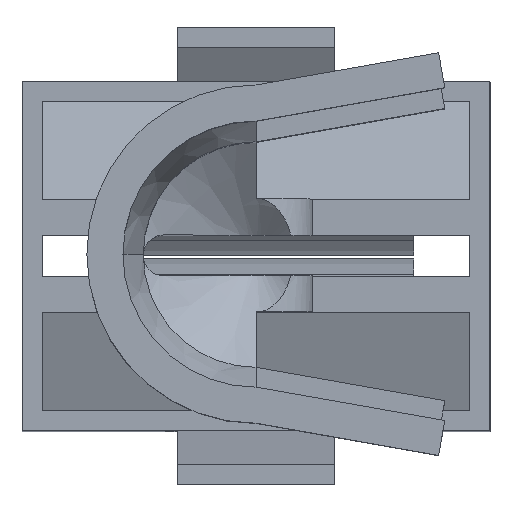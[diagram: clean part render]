
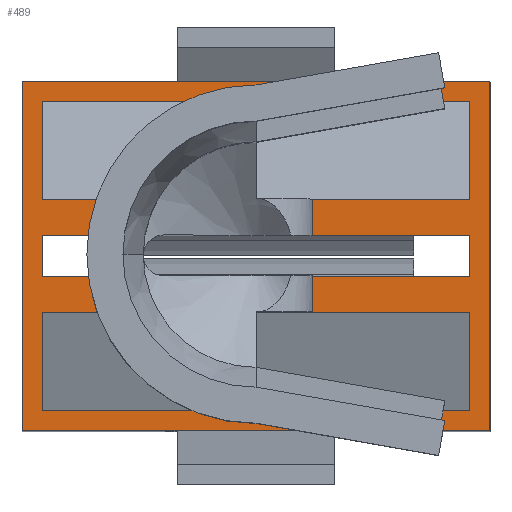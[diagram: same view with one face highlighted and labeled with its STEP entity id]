
A CAD part, top view. The second image highlights one B-rep face of the part: STEP entity #489.
In plain terms, the highlighted planar face has unit normal (0, 0, 1).
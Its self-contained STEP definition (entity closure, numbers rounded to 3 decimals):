
#282=AXIS2_PLACEMENT_3D('Plane Axis2P3D',#279,#280,#281) ;
#76=CARTESIAN_POINT('Line Origine',(2.075,0.48,9.919)) ;
#80=CARTESIAN_POINT('Vertex',(0.,0.48,9.919)) ;
#82=CARTESIAN_POINT('Vertex',(4.15,0.48,9.919)) ;
#279=CARTESIAN_POINT('Axis2P3D Location',(3.97,1.85,9.919)) ;
#284=CARTESIAN_POINT('Line Origine',(0.,2.03,9.919)) ;
#288=CARTESIAN_POINT('Vertex',(0.,3.58,9.919)) ;
#291=CARTESIAN_POINT('Line Origine',(4.15,2.03,9.919)) ;
#295=CARTESIAN_POINT('Vertex',(4.15,3.58,9.919)) ;
#298=CARTESIAN_POINT('Line Origine',(2.075,3.58,9.919)) ;
#309=CARTESIAN_POINT('Line Origine',(2.575,1.69,9.919)) ;
#313=CARTESIAN_POINT('Vertex',(2.575,1.53,9.919)) ;
#315=CARTESIAN_POINT('Vertex',(2.575,1.85,9.919)) ;
#318=CARTESIAN_POINT('Line Origine',(3.273,1.53,9.919)) ;
#322=CARTESIAN_POINT('Vertex',(3.97,1.53,9.919)) ;
#325=CARTESIAN_POINT('Line Origine',(3.97,1.095,9.919)) ;
#329=CARTESIAN_POINT('Vertex',(3.97,0.66,9.919)) ;
#332=CARTESIAN_POINT('Line Origine',(2.075,0.66,9.919)) ;
#336=CARTESIAN_POINT('Vertex',(0.18,0.66,9.919)) ;
#339=CARTESIAN_POINT('Line Origine',(0.18,1.095,9.919)) ;
#343=CARTESIAN_POINT('Vertex',(0.18,1.53,9.919)) ;
#346=CARTESIAN_POINT('Line Origine',(0.718,1.53,9.919)) ;
#350=CARTESIAN_POINT('Vertex',(1.255,1.53,9.919)) ;
#354=CARTESIAN_POINT('Control Point',(0.789,1.85,9.919)) ;
#355=CARTESIAN_POINT('Control Point',(0.806,1.805,9.919)) ;
#356=CARTESIAN_POINT('Control Point',(0.829,1.762,9.919)) ;
#357=CARTESIAN_POINT('Control Point',(0.856,1.722,9.919)) ;
#358=CARTESIAN_POINT('Control Point',(0.921,1.65,9.919)) ;
#359=CARTESIAN_POINT('Control Point',(1.001,1.595,9.919)) ;
#360=CARTESIAN_POINT('Control Point',(1.044,1.573,9.919)) ;
#361=CARTESIAN_POINT('Control Point',(1.112,1.547,9.919)) ;
#362=CARTESIAN_POINT('Control Point',(1.183,1.534,9.919)) ;
#363=CARTESIAN_POINT('Control Point',(1.207,1.531,9.919)) ;
#364=CARTESIAN_POINT('Control Point',(1.231,1.53,9.919)) ;
#365=CARTESIAN_POINT('Control Point',(1.255,1.53,9.919)) ;
#366=CARTESIAN_POINT('Vertex',(0.789,1.85,9.919)) ;
#369=CARTESIAN_POINT('Line Origine',(0.484,1.85,9.919)) ;
#373=CARTESIAN_POINT('Vertex',(0.18,1.85,9.919)) ;
#376=CARTESIAN_POINT('Line Origine',(0.18,2.03,9.919)) ;
#380=CARTESIAN_POINT('Vertex',(0.18,2.21,9.919)) ;
#383=CARTESIAN_POINT('Line Origine',(0.484,2.21,9.919)) ;
#387=CARTESIAN_POINT('Vertex',(0.789,2.21,9.919)) ;
#391=CARTESIAN_POINT('Control Point',(1.255,2.53,9.919)) ;
#392=CARTESIAN_POINT('Control Point',(1.207,2.53,9.919)) ;
#393=CARTESIAN_POINT('Control Point',(1.159,2.524,9.919)) ;
#394=CARTESIAN_POINT('Control Point',(1.112,2.513,9.919)) ;
#395=CARTESIAN_POINT('Control Point',(1.021,2.478,9.919)) ;
#396=CARTESIAN_POINT('Control Point',(0.941,2.424,9.919)) ;
#397=CARTESIAN_POINT('Control Point',(0.905,2.392,9.919)) ;
#398=CARTESIAN_POINT('Control Point',(0.856,2.337,9.919)) ;
#399=CARTESIAN_POINT('Control Point',(0.819,2.276,9.919)) ;
#400=CARTESIAN_POINT('Control Point',(0.807,2.254,9.919)) ;
#401=CARTESIAN_POINT('Control Point',(0.797,2.232,9.919)) ;
#402=CARTESIAN_POINT('Control Point',(0.789,2.21,9.919)) ;
#403=CARTESIAN_POINT('Vertex',(1.255,2.53,9.919)) ;
#406=CARTESIAN_POINT('Line Origine',(0.718,2.53,9.919)) ;
#410=CARTESIAN_POINT('Vertex',(0.18,2.53,9.919)) ;
#413=CARTESIAN_POINT('Line Origine',(0.18,2.965,9.919)) ;
#417=CARTESIAN_POINT('Vertex',(0.18,3.4,9.919)) ;
#420=CARTESIAN_POINT('Line Origine',(2.075,3.4,9.919)) ;
#424=CARTESIAN_POINT('Vertex',(3.97,3.4,9.919)) ;
#427=CARTESIAN_POINT('Line Origine',(3.97,2.965,9.919)) ;
#431=CARTESIAN_POINT('Vertex',(3.97,2.53,9.919)) ;
#434=CARTESIAN_POINT('Line Origine',(3.273,2.53,9.919)) ;
#438=CARTESIAN_POINT('Vertex',(2.575,2.53,9.919)) ;
#441=CARTESIAN_POINT('Line Origine',(2.575,2.37,9.919)) ;
#445=CARTESIAN_POINT('Vertex',(2.575,2.21,9.919)) ;
#448=CARTESIAN_POINT('Line Origine',(3.273,2.21,9.919)) ;
#452=CARTESIAN_POINT('Vertex',(3.97,2.21,9.919)) ;
#455=CARTESIAN_POINT('Line Origine',(3.97,2.03,9.919)) ;
#459=CARTESIAN_POINT('Vertex',(3.97,1.85,9.919)) ;
#462=CARTESIAN_POINT('Line Origine',(3.273,1.85,9.919)) ;
#77=DIRECTION('Vector Direction',(1.,0.,0.)) ;
#280=DIRECTION('Axis2P3D Direction',(0.,0.,-1.)) ;
#281=DIRECTION('Axis2P3D XDirection',(-1.,0.,0.)) ;
#285=DIRECTION('Vector Direction',(0.,-1.,0.)) ;
#292=DIRECTION('Vector Direction',(0.,1.,0.)) ;
#299=DIRECTION('Vector Direction',(-1.,0.,0.)) ;
#310=DIRECTION('Vector Direction',(0.,1.,0.)) ;
#319=DIRECTION('Vector Direction',(-1.,0.,0.)) ;
#326=DIRECTION('Vector Direction',(0.,1.,0.)) ;
#333=DIRECTION('Vector Direction',(1.,0.,0.)) ;
#340=DIRECTION('Vector Direction',(0.,-1.,0.)) ;
#347=DIRECTION('Vector Direction',(-1.,0.,0.)) ;
#370=DIRECTION('Vector Direction',(-1.,0.,0.)) ;
#377=DIRECTION('Vector Direction',(0.,-1.,0.)) ;
#384=DIRECTION('Vector Direction',(-1.,0.,0.)) ;
#407=DIRECTION('Vector Direction',(-1.,0.,0.)) ;
#414=DIRECTION('Vector Direction',(0.,-1.,0.)) ;
#421=DIRECTION('Vector Direction',(-1.,0.,0.)) ;
#428=DIRECTION('Vector Direction',(0.,1.,0.)) ;
#435=DIRECTION('Vector Direction',(-1.,0.,0.)) ;
#442=DIRECTION('Vector Direction',(0.,1.,0.)) ;
#449=DIRECTION('Vector Direction',(-1.,0.,0.)) ;
#456=DIRECTION('Vector Direction',(0.,1.,0.)) ;
#463=DIRECTION('Vector Direction',(-1.,0.,0.)) ;
#78=VECTOR('Line Direction',#77,1.) ;
#286=VECTOR('Line Direction',#285,1.) ;
#293=VECTOR('Line Direction',#292,1.) ;
#300=VECTOR('Line Direction',#299,1.) ;
#311=VECTOR('Line Direction',#310,1.) ;
#320=VECTOR('Line Direction',#319,1.) ;
#327=VECTOR('Line Direction',#326,1.) ;
#334=VECTOR('Line Direction',#333,1.) ;
#341=VECTOR('Line Direction',#340,1.) ;
#348=VECTOR('Line Direction',#347,1.) ;
#371=VECTOR('Line Direction',#370,1.) ;
#378=VECTOR('Line Direction',#377,1.) ;
#385=VECTOR('Line Direction',#384,1.) ;
#408=VECTOR('Line Direction',#407,1.) ;
#415=VECTOR('Line Direction',#414,1.) ;
#422=VECTOR('Line Direction',#421,1.) ;
#429=VECTOR('Line Direction',#428,1.) ;
#436=VECTOR('Line Direction',#435,1.) ;
#443=VECTOR('Line Direction',#442,1.) ;
#450=VECTOR('Line Direction',#449,1.) ;
#457=VECTOR('Line Direction',#456,1.) ;
#464=VECTOR('Line Direction',#463,1.) ;
#304=ORIENTED_EDGE('',*,*,#290,.T.) ;
#305=ORIENTED_EDGE('',*,*,#84,.T.) ;
#306=ORIENTED_EDGE('',*,*,#297,.T.) ;
#307=ORIENTED_EDGE('',*,*,#302,.T.) ;
#468=ORIENTED_EDGE('',*,*,#317,.F.) ;
#469=ORIENTED_EDGE('',*,*,#324,.F.) ;
#470=ORIENTED_EDGE('',*,*,#331,.F.) ;
#471=ORIENTED_EDGE('',*,*,#338,.F.) ;
#472=ORIENTED_EDGE('',*,*,#345,.F.) ;
#473=ORIENTED_EDGE('',*,*,#352,.F.) ;
#474=ORIENTED_EDGE('',*,*,#368,.F.) ;
#475=ORIENTED_EDGE('',*,*,#375,.T.) ;
#476=ORIENTED_EDGE('',*,*,#382,.F.) ;
#477=ORIENTED_EDGE('',*,*,#389,.F.) ;
#478=ORIENTED_EDGE('',*,*,#405,.F.) ;
#479=ORIENTED_EDGE('',*,*,#412,.T.) ;
#480=ORIENTED_EDGE('',*,*,#419,.F.) ;
#481=ORIENTED_EDGE('',*,*,#426,.F.) ;
#482=ORIENTED_EDGE('',*,*,#433,.F.) ;
#483=ORIENTED_EDGE('',*,*,#440,.T.) ;
#484=ORIENTED_EDGE('',*,*,#447,.F.) ;
#485=ORIENTED_EDGE('',*,*,#454,.F.) ;
#486=ORIENTED_EDGE('',*,*,#461,.F.) ;
#487=ORIENTED_EDGE('',*,*,#466,.T.) ;
#488=FACE_BOUND('',#467,.T.) ;
#489=ADVANCED_FACE('Hauptk\X2\00F6\X0\rper',(#308,#488),#283,.F.) ;
#353=B_SPLINE_CURVE_WITH_KNOTS('',5,(#354,#355,#356,#357,#358,#359,#360,#361,#362,#363,#364,#365),.UNSPECIFIED.,.F.,.U.,(6,3,3,6),(0.,0.34,0.68,0.85),.UNSPECIFIED.) ;
#390=B_SPLINE_CURVE_WITH_KNOTS('',5,(#391,#392,#393,#394,#395,#396,#397,#398,#399,#400,#401,#402),.UNSPECIFIED.,.F.,.U.,(6,3,3,6),(0.,0.34,0.68,0.85),.UNSPECIFIED.) ;
#84=EDGE_CURVE('',#81,#83,#79,.T.) ;
#290=EDGE_CURVE('',#289,#81,#287,.T.) ;
#297=EDGE_CURVE('',#83,#296,#294,.T.) ;
#302=EDGE_CURVE('',#296,#289,#301,.T.) ;
#317=EDGE_CURVE('',#314,#316,#312,.T.) ;
#324=EDGE_CURVE('',#323,#314,#321,.T.) ;
#331=EDGE_CURVE('',#330,#323,#328,.T.) ;
#338=EDGE_CURVE('',#337,#330,#335,.T.) ;
#345=EDGE_CURVE('',#344,#337,#342,.T.) ;
#352=EDGE_CURVE('',#351,#344,#349,.T.) ;
#368=EDGE_CURVE('',#367,#351,#353,.T.) ;
#375=EDGE_CURVE('',#367,#374,#372,.T.) ;
#382=EDGE_CURVE('',#381,#374,#379,.T.) ;
#389=EDGE_CURVE('',#388,#381,#386,.T.) ;
#405=EDGE_CURVE('',#404,#388,#390,.T.) ;
#412=EDGE_CURVE('',#404,#411,#409,.T.) ;
#419=EDGE_CURVE('',#418,#411,#416,.T.) ;
#426=EDGE_CURVE('',#425,#418,#423,.T.) ;
#433=EDGE_CURVE('',#432,#425,#430,.T.) ;
#440=EDGE_CURVE('',#432,#439,#437,.T.) ;
#447=EDGE_CURVE('',#446,#439,#444,.T.) ;
#454=EDGE_CURVE('',#453,#446,#451,.T.) ;
#461=EDGE_CURVE('',#460,#453,#458,.T.) ;
#466=EDGE_CURVE('',#460,#316,#465,.T.) ;
#303=EDGE_LOOP('',(#304,#305,#306,#307)) ;
#467=EDGE_LOOP('',(#468,#469,#470,#471,#472,#473,#474,#475,#476,#477,#478,#479,#480,#481,#482,#483,#484,#485,#486,#487)) ;
#308=FACE_OUTER_BOUND('',#303,.T.) ;
#79=LINE('Line',#76,#78) ;
#287=LINE('Line',#284,#286) ;
#294=LINE('Line',#291,#293) ;
#301=LINE('Line',#298,#300) ;
#312=LINE('Line',#309,#311) ;
#321=LINE('Line',#318,#320) ;
#328=LINE('Line',#325,#327) ;
#335=LINE('Line',#332,#334) ;
#342=LINE('Line',#339,#341) ;
#349=LINE('Line',#346,#348) ;
#372=LINE('Line',#369,#371) ;
#379=LINE('Line',#376,#378) ;
#386=LINE('Line',#383,#385) ;
#409=LINE('Line',#406,#408) ;
#416=LINE('Line',#413,#415) ;
#423=LINE('Line',#420,#422) ;
#430=LINE('Line',#427,#429) ;
#437=LINE('Line',#434,#436) ;
#444=LINE('Line',#441,#443) ;
#451=LINE('Line',#448,#450) ;
#458=LINE('Line',#455,#457) ;
#465=LINE('Line',#462,#464) ;
#283=PLANE('',#282) ;
#81=VERTEX_POINT('',#80) ;
#83=VERTEX_POINT('',#82) ;
#289=VERTEX_POINT('',#288) ;
#296=VERTEX_POINT('',#295) ;
#314=VERTEX_POINT('',#313) ;
#316=VERTEX_POINT('',#315) ;
#323=VERTEX_POINT('',#322) ;
#330=VERTEX_POINT('',#329) ;
#337=VERTEX_POINT('',#336) ;
#344=VERTEX_POINT('',#343) ;
#351=VERTEX_POINT('',#350) ;
#367=VERTEX_POINT('',#366) ;
#374=VERTEX_POINT('',#373) ;
#381=VERTEX_POINT('',#380) ;
#388=VERTEX_POINT('',#387) ;
#404=VERTEX_POINT('',#403) ;
#411=VERTEX_POINT('',#410) ;
#418=VERTEX_POINT('',#417) ;
#425=VERTEX_POINT('',#424) ;
#432=VERTEX_POINT('',#431) ;
#439=VERTEX_POINT('',#438) ;
#446=VERTEX_POINT('',#445) ;
#453=VERTEX_POINT('',#452) ;
#460=VERTEX_POINT('',#459) ;
